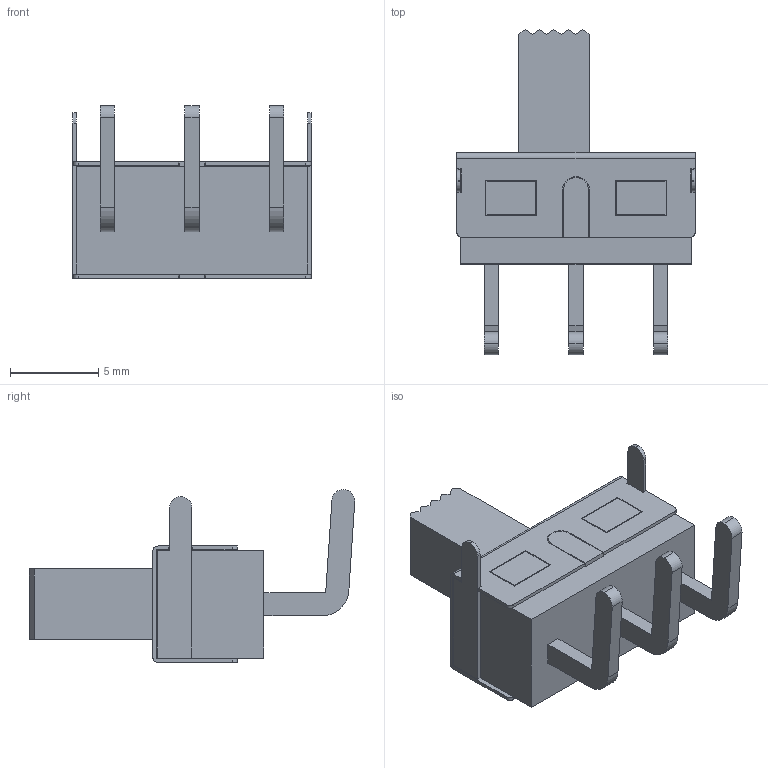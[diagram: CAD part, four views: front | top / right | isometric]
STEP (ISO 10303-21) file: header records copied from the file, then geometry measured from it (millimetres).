
FILE_DESCRIPTION(('STEP AP214'),'1');
FILE_NAME('xb-ss-12d11g5.stp','2024-03-20T13:54:33',('TraceParts'),('TraceParts S.A.'),'Spatial InterOp 3D',' ',' ');
FILE_SCHEMA(('AUTOMOTIVE_DESIGN { 1 0 10303 214 1 1 1 1 }'));
Length unit declared in the file: millimetre
Products named in the file (1): xb-ss-12d11g5_1
Bounding box: 13.5 x 18.45 x 9.8 mm (x, y, z)
Volume: 652.5 mm3; surface area: 1054.5 mm2
Topology: 2 solids, 2 shells, 885 faces, 2507 edges, 1669 vertices
Faces by surface type: plane 849, cylinder 36
Entity records: 28176 total; most frequent: CARTESIAN_POINT 5063, ORIENTED_EDGE 5014, DIRECTION 4353, EDGE_CURVE 2507, LINE 2435, VECTOR 2435, VERTEX_POINT 1669, AXIS2_PLACEMENT_3D 959
